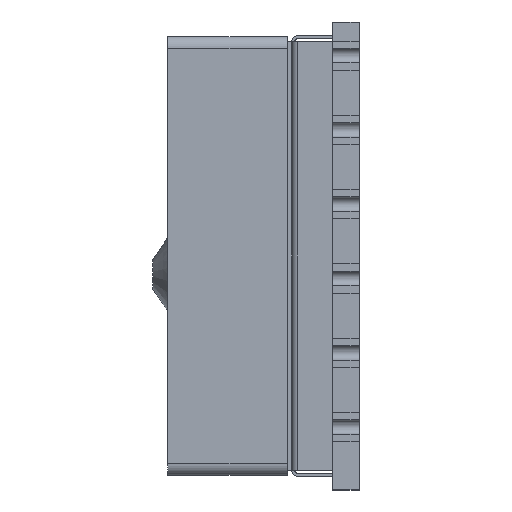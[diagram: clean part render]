
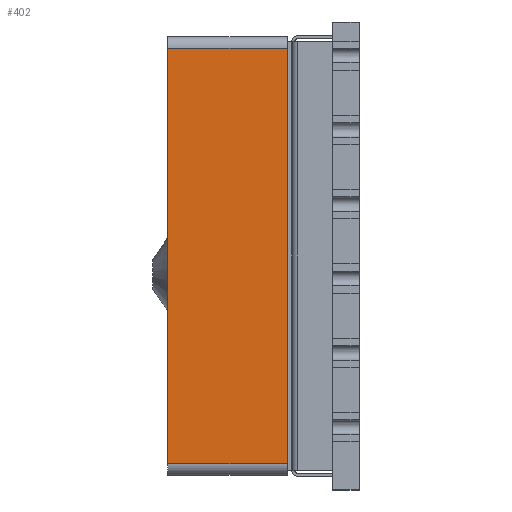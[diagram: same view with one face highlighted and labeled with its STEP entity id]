
A CAD part, left-side view. The second image highlights one B-rep face of the part: STEP entity #402.
In plain terms, the highlighted planar face has unit normal (-1, 0, 0).
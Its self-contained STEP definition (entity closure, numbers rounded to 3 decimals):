
#92 = VERTEX_POINT ( 'NONE', #3479 ) ;
#102 = DIRECTION ( 'NONE',  ( 1., 0., 0. ) ) ;
#402 = ADVANCED_FACE ( 'NONE', ( #5356 ), #4939, .F. ) ;
#474 = DIRECTION ( 'NONE',  ( 0., -1., 0. ) ) ;
#668 = VERTEX_POINT ( 'NONE', #7238 ) ;
#808 = DIRECTION ( 'NONE',  ( 0., 0., -1. ) ) ;
#1474 = EDGE_CURVE ( 'NONE', #668, #92, #4665, .T. ) ;
#2060 = VECTOR ( 'NONE', #4913, 1000. ) ;
#2071 = DIRECTION ( 'NONE',  ( 0., 0., 1. ) ) ;
#2133 = VECTOR ( 'NONE', #2071, 1000. ) ;
#2192 = VECTOR ( 'NONE', #474, 1000. ) ;
#2284 = ORIENTED_EDGE ( 'NONE', *, *, #5109, .T. ) ;
#2298 = LINE ( 'NONE', #3958, #2192 ) ;
#2791 = CARTESIAN_POINT ( 'NONE',  ( -7.5, 2.45, -7.1 ) ) ;
#3043 = LINE ( 'NONE', #7918, #4472 ) ;
#3187 = EDGE_LOOP ( 'NONE', ( #6511, #3271, #4960, #2284 ) ) ;
#3271 = ORIENTED_EDGE ( 'NONE', *, *, #4291, .F. ) ;
#3479 = CARTESIAN_POINT ( 'NONE',  ( -7.5, 6.55, 7.1 ) ) ;
#3527 = CARTESIAN_POINT ( 'NONE',  ( -7.5, 2.45, -7.1 ) ) ;
#3646 = CARTESIAN_POINT ( 'NONE',  ( -7.5, 2.45, 7.1 ) ) ;
#3958 = CARTESIAN_POINT ( 'NONE',  ( -7.5, 6.55, 7.1 ) ) ;
#4032 = VERTEX_POINT ( 'NONE', #3527 ) ;
#4291 = EDGE_CURVE ( 'NONE', #92, #8645, #2298, .T. ) ;
#4472 = VECTOR ( 'NONE', #8590, 1000. ) ;
#4665 = LINE ( 'NONE', #8337, #2133 ) ;
#4913 = DIRECTION ( 'NONE',  ( 0., 0., 1. ) ) ;
#4939 = PLANE ( 'NONE',  #8109 ) ;
#4960 = ORIENTED_EDGE ( 'NONE', *, *, #1474, .F. ) ;
#5109 = EDGE_CURVE ( 'NONE', #668, #4032, #3043, .T. ) ;
#5356 = FACE_OUTER_BOUND ( 'NONE', #3187, .T. ) ;
#6511 = ORIENTED_EDGE ( 'NONE', *, *, #8483, .T. ) ;
#6558 = LINE ( 'NONE', #2791, #2060 ) ;
#7238 = CARTESIAN_POINT ( 'NONE',  ( -7.5, 6.55, -7.1 ) ) ;
#7918 = CARTESIAN_POINT ( 'NONE',  ( -7.5, 6.55, -7.1 ) ) ;
#8109 = AXIS2_PLACEMENT_3D ( 'NONE', #8466, #102, #808 ) ;
#8337 = CARTESIAN_POINT ( 'NONE',  ( -7.5, 6.55, -7.1 ) ) ;
#8466 = CARTESIAN_POINT ( 'NONE',  ( -7.5, 6.55, -7.1 ) ) ;
#8483 = EDGE_CURVE ( 'NONE', #4032, #8645, #6558, .T. ) ;
#8590 = DIRECTION ( 'NONE',  ( 0., -1., 0. ) ) ;
#8645 = VERTEX_POINT ( 'NONE', #3646 ) ;
